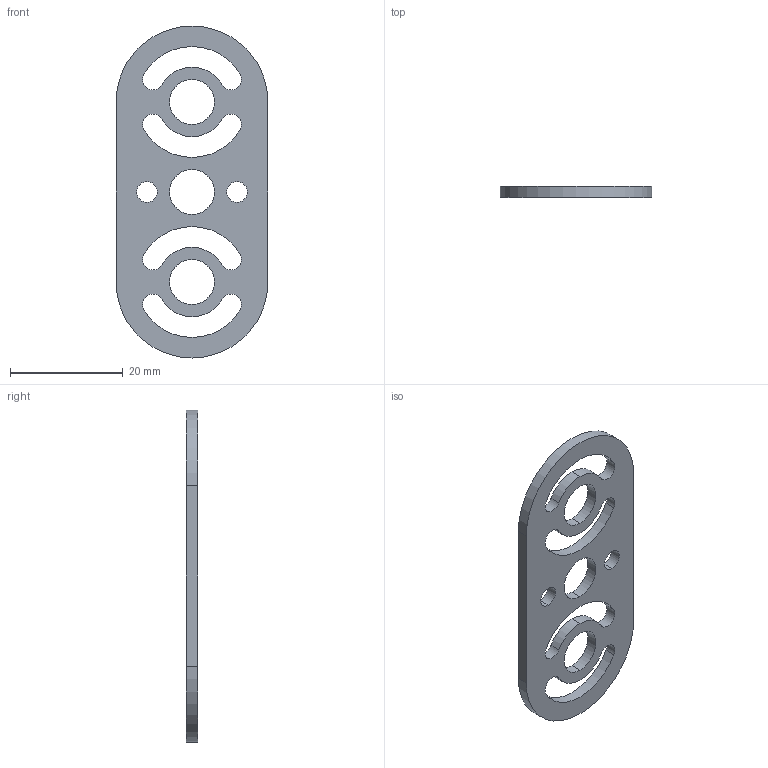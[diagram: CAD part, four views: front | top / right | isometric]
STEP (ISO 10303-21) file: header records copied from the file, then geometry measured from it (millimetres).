
FILE_DESCRIPTION (( 'STEP AP214' ), '1' );
FILE_NAME ('41791_TXM-Adjustable Angle Flat Bracket.STEP', '2017-02-01T20:56:43', ( '' ), ( '' ), 'SwSTEP 2.0', 'SolidWorks 2016', '' );
FILE_SCHEMA (( 'AUTOMOTIVE_DESIGN' ));
Length unit declared in the file: millimetre
Products named in the file (2): 41791_TXM-Adjustable Angle Flat Bracket
Bounding box: 27 x 2 x 59 mm (x, y, z)
Volume: 1946.5 mm3; surface area: 2802.6 mm2
Topology: 1 solids, 1 shells, 41 faces, 117 edges, 78 vertices
Faces by surface type: cylinder 37, plane 4
Entity records: 1470 total; most frequent: DIRECTION 277, CARTESIAN_POINT 238, ORIENTED_EDGE 234, EDGE_CURVE 117, AXIS2_PLACEMENT_3D 117, VERTEX_POINT 78, CIRCLE 74, EDGE_LOOP 59
